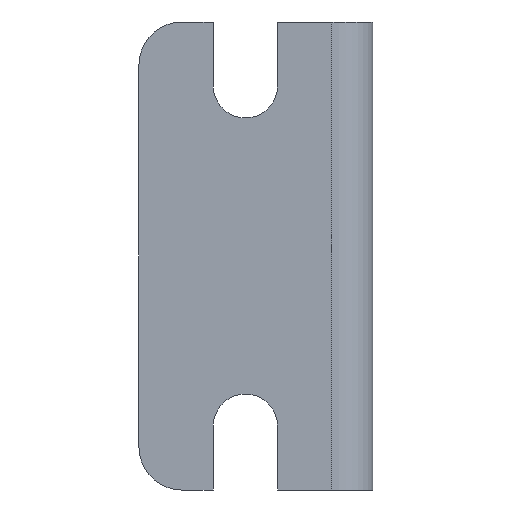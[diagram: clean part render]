
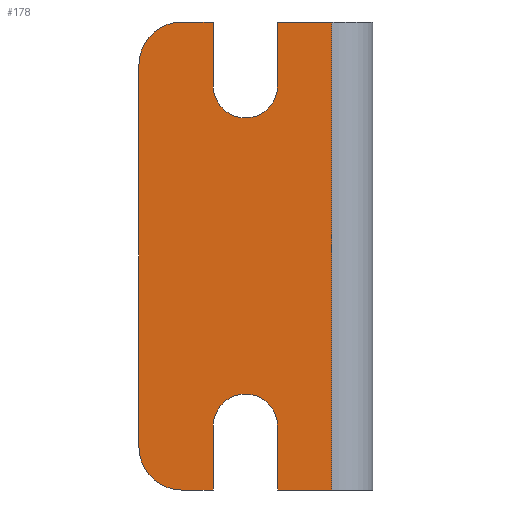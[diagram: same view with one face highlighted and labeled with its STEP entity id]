
A CAD part, front view. The second image highlights one B-rep face of the part: STEP entity #178.
In plain terms, the highlighted planar face has unit normal (0, -1, 0).
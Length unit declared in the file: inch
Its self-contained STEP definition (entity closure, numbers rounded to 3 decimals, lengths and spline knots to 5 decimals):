
#12 = FACE_OUTER_BOUND ( 'NONE', #550, .T. ) ;
#25 = ORIENTED_EDGE ( 'NONE', *, *, #599, .T. ) ;
#32 = CARTESIAN_POINT ( 'NONE',  ( -0.12055, 0., 0.6875 ) ) ;
#37 = EDGE_CURVE ( 'NONE', #579, #390, #331, .T. ) ;
#44 = DIRECTION ( 'NONE',  ( 0., -1., 0. ) ) ;
#64 = ORIENTED_EDGE ( 'NONE', *, *, #238, .T. ) ;
#65 = LINE ( 'NONE', #96, #772 ) ;
#75 = CARTESIAN_POINT ( 'NONE',  ( -0.5625, 0., -0.6875 ) ) ;
#85 = CARTESIAN_POINT ( 'NONE',  ( 0., 0., -0.6875 ) ) ;
#96 = CARTESIAN_POINT ( 'NONE',  ( -0.28051, 0., 0.6875 ) ) ;
#107 = CARTESIAN_POINT ( 'NONE',  ( -0.46949, 0., 0.6875 ) ) ;
#110 = EDGE_CURVE ( 'NONE', #118, #163, #785, .T. ) ;
#118 = VERTEX_POINT ( 'NONE', #166 ) ;
#135 = ORIENTED_EDGE ( 'NONE', *, *, #743, .T. ) ;
#137 = DIRECTION ( 'NONE',  ( -1., 0., 0. ) ) ;
#144 = CIRCLE ( 'NONE', #301, 0.09449 ) ;
#163 = VERTEX_POINT ( 'NONE', #107 ) ;
#166 = CARTESIAN_POINT ( 'NONE',  ( -0.46949, 0., 0.5 ) ) ;
#169 = EDGE_CURVE ( 'NONE', #579, #380, #554, .T. ) ;
#178 = ADVANCED_FACE ( 'NONE', ( #12 ), #865, .T. ) ;
#187 = DIRECTION ( 'NONE',  ( 0., -1., 0. ) ) ;
#191 = CARTESIAN_POINT ( 'NONE',  ( -0.28051, 0., 0.6875 ) ) ;
#195 = CARTESIAN_POINT ( 'NONE',  ( -0.28051, 0., 0.5 ) ) ;
#200 = VECTOR ( 'NONE', #656, 39.37008 ) ;
#208 = DIRECTION ( 'NONE',  ( 0., 1., 0. ) ) ;
#210 = ORIENTED_EDGE ( 'NONE', *, *, #110, .T. ) ;
#225 = ORIENTED_EDGE ( 'NONE', *, *, #845, .T. ) ;
#227 = VECTOR ( 'NONE', #137, 39.37008 ) ;
#238 = EDGE_CURVE ( 'NONE', #386, #404, #339, .T. ) ;
#239 = VERTEX_POINT ( 'NONE', #460 ) ;
#245 = DIRECTION ( 'NONE',  ( 0., 0., 1. ) ) ;
#246 = CARTESIAN_POINT ( 'NONE',  ( -0.5625, 0., -0.5625 ) ) ;
#248 = CARTESIAN_POINT ( 'NONE',  ( 0., 0., 0.6875 ) ) ;
#259 = DIRECTION ( 'NONE',  ( 0., 1., 0. ) ) ;
#263 = ORIENTED_EDGE ( 'NONE', *, *, #169, .T. ) ;
#271 = AXIS2_PLACEMENT_3D ( 'NONE', #246, #721, #311 ) ;
#273 = VERTEX_POINT ( 'NONE', #191 ) ;
#283 = EDGE_CURVE ( 'NONE', #239, #273, #318, .T. ) ;
#290 = VERTEX_POINT ( 'NONE', #195 ) ;
#301 = AXIS2_PLACEMENT_3D ( 'NONE', #613, #208, #684 ) ;
#310 = CARTESIAN_POINT ( 'NONE',  ( -0.6875, 0., 0.6875 ) ) ;
#311 = DIRECTION ( 'NONE',  ( 1., 0., 0. ) ) ;
#312 = EDGE_CURVE ( 'NONE', #380, #765, #144, .T. ) ;
#315 = AXIS2_PLACEMENT_3D ( 'NONE', #663, #259, #736 ) ;
#318 = LINE ( 'NONE', #333, #474 ) ;
#323 = ORIENTED_EDGE ( 'NONE', *, *, #585, .F. ) ;
#327 = LINE ( 'NONE', #388, #850 ) ;
#331 = LINE ( 'NONE', #85, #671 ) ;
#333 = CARTESIAN_POINT ( 'NONE',  ( 0., 0., 0.6875 ) ) ;
#336 = VERTEX_POINT ( 'NONE', #814 ) ;
#338 = VECTOR ( 'NONE', #581, 39.37008 ) ;
#339 = CIRCLE ( 'NONE', #789, 0.125 ) ;
#351 = LINE ( 'NONE', #310, #677 ) ;
#366 = EDGE_CURVE ( 'NONE', #336, #836, #610, .T. ) ;
#374 = DIRECTION ( 'NONE',  ( 0., 0., -1. ) ) ;
#380 = VERTEX_POINT ( 'NONE', #757 ) ;
#386 = VERTEX_POINT ( 'NONE', #421 ) ;
#388 = CARTESIAN_POINT ( 'NONE',  ( 0., 0., 0.6875 ) ) ;
#390 = VERTEX_POINT ( 'NONE', #75 ) ;
#404 = VERTEX_POINT ( 'NONE', #621 ) ;
#421 = CARTESIAN_POINT ( 'NONE',  ( -0.5625, 0., 0.6875 ) ) ;
#429 = CIRCLE ( 'NONE', #271, 0.125 ) ;
#442 = VECTOR ( 'NONE', #630, 39.37008 ) ;
#449 = EDGE_CURVE ( 'NONE', #765, #836, #616, .T. ) ;
#458 = ORIENTED_EDGE ( 'NONE', *, *, #866, .T. ) ;
#460 = CARTESIAN_POINT ( 'NONE',  ( -0.12055, 0., 0.6875 ) ) ;
#474 = VECTOR ( 'NONE', #672, 39.37008 ) ;
#514 = ORIENTED_EDGE ( 'NONE', *, *, #283, .T. ) ;
#516 = CARTESIAN_POINT ( 'NONE',  ( -0.28051, 0., -0.5 ) ) ;
#517 = LINE ( 'NONE', #32, #338 ) ;
#519 = CARTESIAN_POINT ( 'NONE',  ( -0.46949, 0., -0.6875 ) ) ;
#521 = ORIENTED_EDGE ( 'NONE', *, *, #37, .F. ) ;
#523 = DIRECTION ( 'NONE',  ( 1., 0., 0. ) ) ;
#524 = CARTESIAN_POINT ( 'NONE',  ( -0.28051, 0., -0.6875 ) ) ;
#530 = VERTEX_POINT ( 'NONE', #639 ) ;
#550 = EDGE_LOOP ( 'NONE', ( #225, #64, #25, #135, #521, #263, #652, #718, #788, #323, #514, #863, #458, #210 ) ) ;
#554 = LINE ( 'NONE', #519, #200 ) ;
#571 = AXIS2_PLACEMENT_3D ( 'NONE', #248, #44, #523 ) ;
#579 = VERTEX_POINT ( 'NONE', #784 ) ;
#581 = DIRECTION ( 'NONE',  ( 0., 0., -1. ) ) ;
#585 = EDGE_CURVE ( 'NONE', #239, #336, #517, .T. ) ;
#598 = CARTESIAN_POINT ( 'NONE',  ( -0.5625, 0., 0.5625 ) ) ;
#599 = EDGE_CURVE ( 'NONE', #404, #530, #351, .T. ) ;
#610 = LINE ( 'NONE', #690, #227 ) ;
#613 = CARTESIAN_POINT ( 'NONE',  ( -0.375, 0., -0.5 ) ) ;
#616 = LINE ( 'NONE', #841, #442 ) ;
#618 = VECTOR ( 'NONE', #245, 39.37008 ) ;
#621 = CARTESIAN_POINT ( 'NONE',  ( -0.6875, 0., 0.5625 ) ) ;
#630 = DIRECTION ( 'NONE',  ( 0., 0., -1. ) ) ;
#639 = CARTESIAN_POINT ( 'NONE',  ( -0.6875, 0., -0.5625 ) ) ;
#648 = DIRECTION ( 'NONE',  ( 0., 0., -1. ) ) ;
#649 = CARTESIAN_POINT ( 'NONE',  ( -0.46949, 0., 0.6875 ) ) ;
#652 = ORIENTED_EDGE ( 'NONE', *, *, #312, .T. ) ;
#656 = DIRECTION ( 'NONE',  ( 0., 0., 1. ) ) ;
#663 = CARTESIAN_POINT ( 'NONE',  ( -0.375, 0., 0.5 ) ) ;
#665 = DIRECTION ( 'NONE',  ( 1., 0., 0. ) ) ;
#667 = CIRCLE ( 'NONE', #315, 0.09449 ) ;
#671 = VECTOR ( 'NONE', #847, 39.37008 ) ;
#672 = DIRECTION ( 'NONE',  ( -1., 0., 0. ) ) ;
#677 = VECTOR ( 'NONE', #648, 39.37008 ) ;
#684 = DIRECTION ( 'NONE',  ( -1., 0., 0. ) ) ;
#690 = CARTESIAN_POINT ( 'NONE',  ( 0., 0., -0.6875 ) ) ;
#718 = ORIENTED_EDGE ( 'NONE', *, *, #449, .T. ) ;
#721 = DIRECTION ( 'NONE',  ( 0., -1., 0. ) ) ;
#728 = EDGE_CURVE ( 'NONE', #273, #290, #65, .T. ) ;
#732 = DIRECTION ( 'NONE',  ( -1., 0., 0. ) ) ;
#736 = DIRECTION ( 'NONE',  ( 1., 0., 0. ) ) ;
#743 = EDGE_CURVE ( 'NONE', #530, #390, #429, .T. ) ;
#757 = CARTESIAN_POINT ( 'NONE',  ( -0.46949, 0., -0.5 ) ) ;
#765 = VERTEX_POINT ( 'NONE', #516 ) ;
#772 = VECTOR ( 'NONE', #374, 39.37008 ) ;
#784 = CARTESIAN_POINT ( 'NONE',  ( -0.46949, 0., -0.6875 ) ) ;
#785 = LINE ( 'NONE', #649, #618 ) ;
#788 = ORIENTED_EDGE ( 'NONE', *, *, #366, .F. ) ;
#789 = AXIS2_PLACEMENT_3D ( 'NONE', #598, #187, #665 ) ;
#814 = CARTESIAN_POINT ( 'NONE',  ( -0.12055, 0., -0.6875 ) ) ;
#836 = VERTEX_POINT ( 'NONE', #524 ) ;
#841 = CARTESIAN_POINT ( 'NONE',  ( -0.28051, 0., -0.6875 ) ) ;
#845 = EDGE_CURVE ( 'NONE', #163, #386, #327, .T. ) ;
#847 = DIRECTION ( 'NONE',  ( -1., 0., 0. ) ) ;
#850 = VECTOR ( 'NONE', #732, 39.37008 ) ;
#863 = ORIENTED_EDGE ( 'NONE', *, *, #728, .T. ) ;
#865 = PLANE ( 'NONE',  #571 ) ;
#866 = EDGE_CURVE ( 'NONE', #290, #118, #667, .T. ) ;
